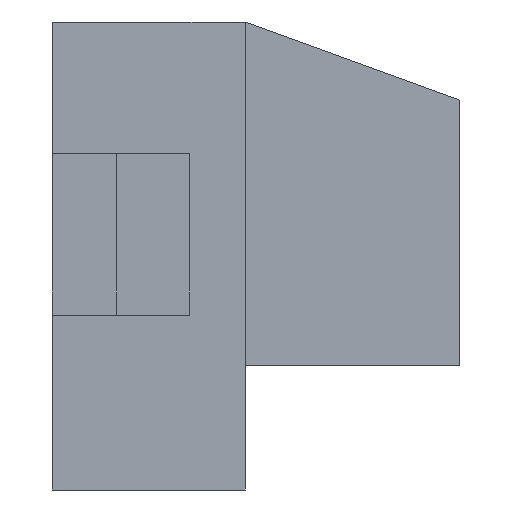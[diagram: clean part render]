
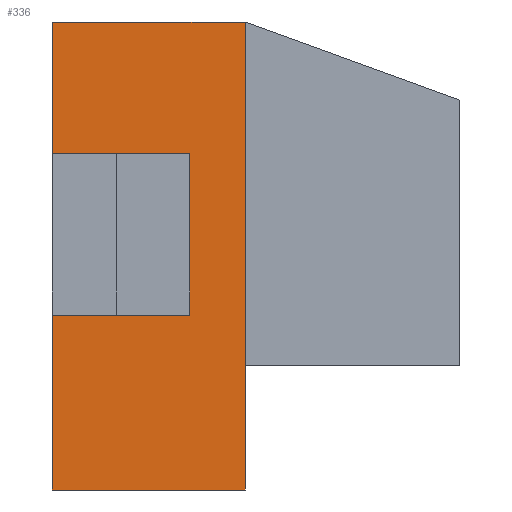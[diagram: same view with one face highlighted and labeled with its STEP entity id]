
A CAD part, left-side view. The second image highlights one B-rep face of the part: STEP entity #336.
In plain terms, the highlighted planar face has unit normal (-1, 0, 0).
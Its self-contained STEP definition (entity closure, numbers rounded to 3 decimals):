
#299=FACE_OUTER_BOUND('',#427,.T.);
#336=ADVANCED_FACE('',(#299),#377,.T.);
#377=PLANE('',#1181);
#427=EDGE_LOOP('',(#514,#515,#516,#517,#518,#519,#520,#521));
#514=ORIENTED_EDGE('',*,*,#822,.T.);
#515=ORIENTED_EDGE('',*,*,#823,.T.);
#516=ORIENTED_EDGE('',*,*,#821,.F.);
#517=ORIENTED_EDGE('',*,*,#824,.T.);
#518=ORIENTED_EDGE('',*,*,#825,.T.);
#519=ORIENTED_EDGE('',*,*,#826,.T.);
#520=ORIENTED_EDGE('',*,*,#814,.F.);
#521=ORIENTED_EDGE('',*,*,#827,.T.);
#728=VERTEX_POINT('',#1493);
#731=VERTEX_POINT('',#1498);
#732=VERTEX_POINT('',#1500);
#737=VERTEX_POINT('',#1511);
#738=VERTEX_POINT('',#1515);
#739=VERTEX_POINT('',#1516);
#740=VERTEX_POINT('',#1519);
#741=VERTEX_POINT('',#1521);
#814=EDGE_CURVE('',#731,#732,#931,.T.);
#821=EDGE_CURVE('',#737,#728,#938,.T.);
#822=EDGE_CURVE('',#738,#739,#939,.T.);
#823=EDGE_CURVE('',#739,#728,#940,.T.);
#824=EDGE_CURVE('',#737,#740,#941,.T.);
#825=EDGE_CURVE('',#740,#741,#942,.T.);
#826=EDGE_CURVE('',#741,#732,#943,.T.);
#827=EDGE_CURVE('',#731,#738,#944,.T.);
#931=LINE('',#1499,#1044);
#938=LINE('',#1512,#1051);
#939=LINE('',#1514,#1052);
#940=LINE('',#1517,#1053);
#941=LINE('',#1518,#1054);
#942=LINE('',#1520,#1055);
#943=LINE('',#1522,#1056);
#944=LINE('',#1523,#1057);
#1044=VECTOR('',#1267,1.);
#1051=VECTOR('',#1274,1.);
#1052=VECTOR('',#1277,1.);
#1053=VECTOR('',#1278,1.);
#1054=VECTOR('',#1279,1.);
#1055=VECTOR('',#1280,1.);
#1056=VECTOR('',#1281,1.);
#1057=VECTOR('',#1282,1.);
#1181=AXIS2_PLACEMENT_3D('',#1524,#1283,#1284);
#1267=DIRECTION('',(0.,0.,1.));
#1274=DIRECTION('',(0.,0.,1.));
#1277=DIRECTION('',(0.,0.,-1.));
#1278=DIRECTION('',(0.,1.,0.));
#1279=DIRECTION('',(0.,-1.,0.));
#1280=DIRECTION('',(0.,0.,1.));
#1281=DIRECTION('',(0.,1.,0.));
#1282=DIRECTION('',(0.,-1.,0.));
#1283=DIRECTION('',(-1.,0.,0.));
#1284=DIRECTION('',(0.,-1.,0.));
#1493=CARTESIAN_POINT('',(-2.45,12.88,5.53));
#1498=CARTESIAN_POINT('',(-2.45,12.88,10.65));
#1499=CARTESIAN_POINT('',(-2.45,12.88,0.));
#1500=CARTESIAN_POINT('',(-2.45,12.88,14.8));
#1511=CARTESIAN_POINT('',(-2.45,12.88,0.));
#1512=CARTESIAN_POINT('',(-2.45,12.88,0.));
#1514=CARTESIAN_POINT('',(-2.45,8.53,10.65));
#1515=CARTESIAN_POINT('',(-2.45,8.53,10.65));
#1516=CARTESIAN_POINT('',(-2.45,8.53,5.53));
#1517=CARTESIAN_POINT('',(-2.45,13.098,5.53));
#1518=CARTESIAN_POINT('',(-2.45,12.38,0.));
#1519=CARTESIAN_POINT('',(-2.45,6.78,0.));
#1520=CARTESIAN_POINT('',(-2.45,6.78,0.));
#1521=CARTESIAN_POINT('',(-2.45,6.78,14.8));
#1522=CARTESIAN_POINT('',(-2.45,7.28,14.8));
#1523=CARTESIAN_POINT('',(-2.45,12.38,10.65));
#1524=CARTESIAN_POINT('',(-2.45,12.38,0.));
